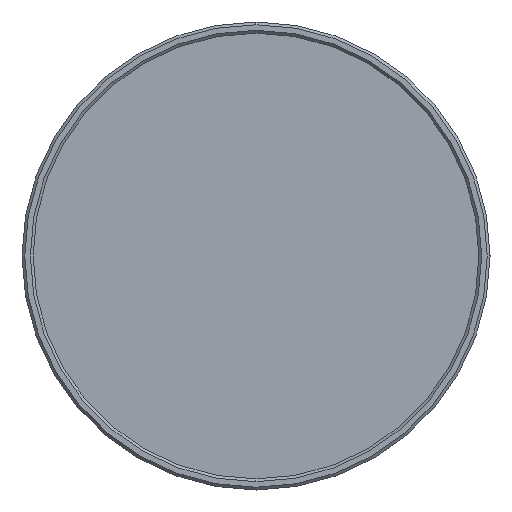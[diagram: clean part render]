
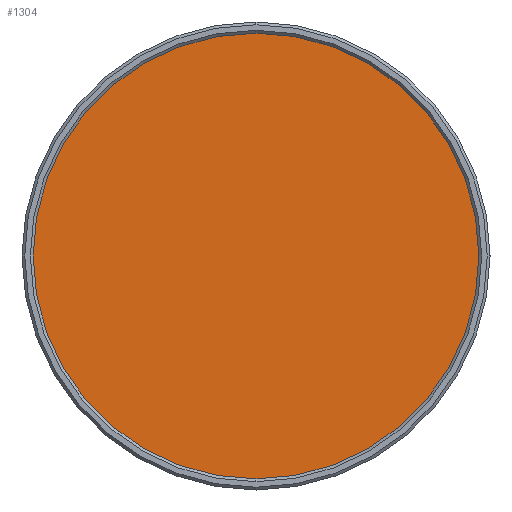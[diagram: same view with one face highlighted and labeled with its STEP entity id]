
A CAD part, left-side view. The second image highlights one B-rep face of the part: STEP entity #1304.
In plain terms, the highlighted planar face has unit normal (-1, 0, 0).
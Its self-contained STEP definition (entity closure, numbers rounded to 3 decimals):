
#100 = DIRECTION ( 'NONE',  ( 1., 0., 0. ) ) ;
#127 = CARTESIAN_POINT ( 'NONE',  ( 5., 0., 0. ) ) ;
#178 = CARTESIAN_POINT ( 'NONE',  ( 5., 0., 20. ) ) ;
#196 = EDGE_LOOP ( 'NONE', ( #873, #731 ) ) ;
#263 = AXIS2_PLACEMENT_3D ( 'NONE', #1201, #510, #1312 ) ;
#309 = EDGE_CURVE ( 'NONE', #740, #591, #1376, .T. ) ;
#510 = DIRECTION ( 'NONE',  ( 1., 0., 0. ) ) ;
#591 = VERTEX_POINT ( 'NONE', #720 ) ;
#720 = CARTESIAN_POINT ( 'NONE',  ( 5., 0., -20. ) ) ;
#731 = ORIENTED_EDGE ( 'NONE', *, *, #309, .F. ) ;
#740 = VERTEX_POINT ( 'NONE', #178 ) ;
#827 = EDGE_CURVE ( 'NONE', #591, #740, #1337, .T. ) ;
#873 = ORIENTED_EDGE ( 'NONE', *, *, #827, .F. ) ;
#905 = CARTESIAN_POINT ( 'NONE',  ( 5., 20., 0. ) ) ;
#963 = AXIS2_PLACEMENT_3D ( 'NONE', #905, #1341, #1255 ) ;
#1014 = DIRECTION ( 'NONE',  ( 0., 0., -1. ) ) ;
#1068 = FACE_OUTER_BOUND ( 'NONE', #196, .T. ) ;
#1144 = PLANE ( 'NONE',  #963 ) ;
#1164 = AXIS2_PLACEMENT_3D ( 'NONE', #127, #100, #1014 ) ;
#1201 = CARTESIAN_POINT ( 'NONE',  ( 5., 0., 0. ) ) ;
#1255 = DIRECTION ( 'NONE',  ( 0., 0., 1. ) ) ;
#1304 = ADVANCED_FACE ( 'NONE', ( #1068 ), #1144, .T. ) ;
#1312 = DIRECTION ( 'NONE',  ( 0., 0., -1. ) ) ;
#1337 = CIRCLE ( 'NONE', #263, 20. ) ;
#1341 = DIRECTION ( 'NONE',  ( -1., 0., 0. ) ) ;
#1376 = CIRCLE ( 'NONE', #1164, 20. ) ;
